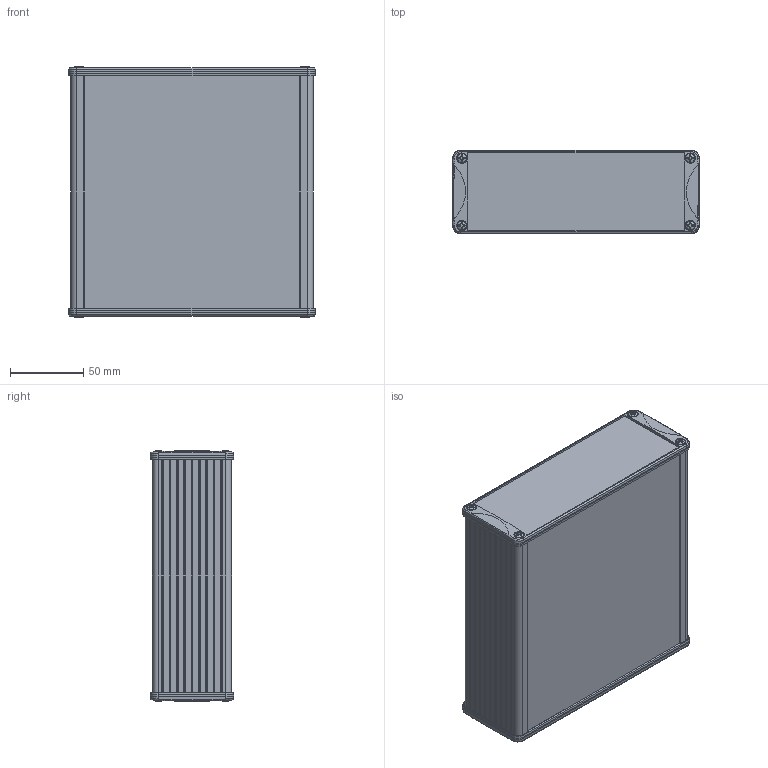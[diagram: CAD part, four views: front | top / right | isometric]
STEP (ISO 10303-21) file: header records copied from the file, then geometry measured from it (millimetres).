
FILE_DESCRIPTION(/* description */ (''),/* implementation_level */ '2;1');
FILE_NAME(/* name */ 'STEP''s\1457T1601.stp',/* time_stamp */ '2019-01-30T11:48:00-05:00',/* author */ ('tfoster'),/* organization */ (''),/* preprocessor_version */ 'ST-DEVELOPER v17',/* originating_system */ 'Autodesk Inventor 2019',/* authorisation */ '');
FILE_SCHEMA (('AUTOMOTIVE_DESIGN { 1 0 10303 214 3 1 1 }'));
Products named in the file (6): 1457T1601; T Extrusion 160mm; 80mm End PNL; 80mm Gasket; 91249A148; 90 O-ring
Assembly tree (21 placements, depth 2):
  1457T1601
    T Extrusion 160mm
    80mm End PNL  x2
    80mm Gasket  x2
    91249A148  x8
    90 O-ring  x8
Bounding box: 168.46 x 56.96 x 171.69 mm (x, y, z)
Volume: 226633.5 mm3; surface area: 215888.3 mm2
Topology: 21 solids, 21 shells, 1186 faces, 4260 edges, 3144 vertices
Faces by surface type: cylinder 564, plane 418, cone 88, torus 56, bspline 52, sphere 8
Full cylindrical faces by diameter (mm): 2.474 x112, 2.5 x8, 3 x8, 3.505 x112, 3.6 x8, 5 x16, 6.35 x8
Entity records: 22946 total; most frequent: CARTESIAN_POINT 7417, ORIENTED_EDGE 3384, DIRECTION 3204, EDGE_CURVE 1692, AXIS2_PLACEMENT_3D 1173, VERTEX_POINT 1161, LINE 858, VECTOR 858
